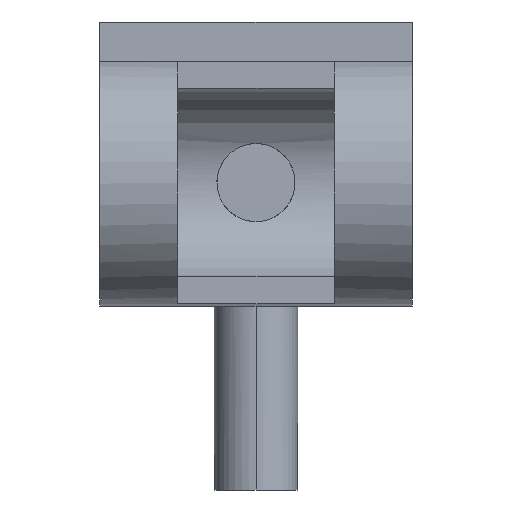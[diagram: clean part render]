
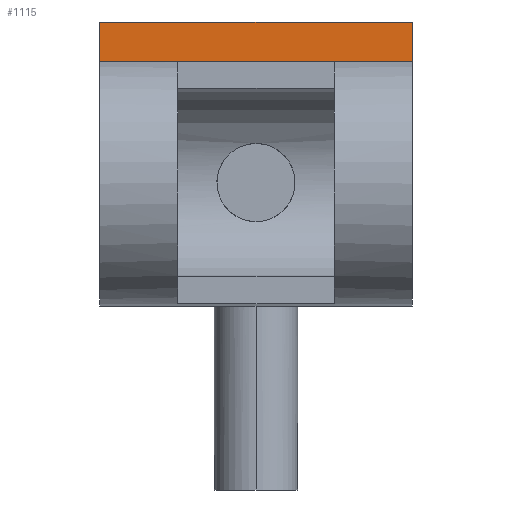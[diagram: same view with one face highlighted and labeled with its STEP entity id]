
A CAD part, front view. The second image highlights one B-rep face of the part: STEP entity #1115.
In plain terms, the highlighted planar face has unit normal (0, -1, 0).
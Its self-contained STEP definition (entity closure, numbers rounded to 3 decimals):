
#119 = EDGE_CURVE ( 'NONE', #2218, #1751, #520, .T. ) ;
#260 = CARTESIAN_POINT ( 'NONE',  ( 60., -9., 61.64 ) ) ;
#265 = CARTESIAN_POINT ( 'NONE',  ( 60., -9., 46.64 ) ) ;
#304 = DIRECTION ( 'NONE',  ( 0., 0., -1. ) ) ;
#405 = VERTEX_POINT ( 'NONE', #265 ) ;
#458 = VECTOR ( 'NONE', #2264, 1000. ) ;
#475 = EDGE_CURVE ( 'NONE', #1751, #2069, #1412, .T. ) ;
#520 = LINE ( 'NONE', #1355, #1614 ) ;
#576 = AXIS2_PLACEMENT_3D ( 'NONE', #260, #1198, #1886 ) ;
#634 = EDGE_CURVE ( 'NONE', #2218, #405, #1661, .T. ) ;
#727 = DIRECTION ( 'NONE',  ( 0., 0., -1. ) ) ;
#926 = LINE ( 'NONE', #1666, #458 ) ;
#1007 = ORIENTED_EDGE ( 'NONE', *, *, #1465, .F. ) ;
#1115 = ADVANCED_FACE ( 'NONE', ( #1381 ), #2030, .F. ) ;
#1189 = VECTOR ( 'NONE', #727, 1000. ) ;
#1198 = DIRECTION ( 'NONE',  ( 0., 1., 0. ) ) ;
#1355 = CARTESIAN_POINT ( 'NONE',  ( 60., -9., 61.64 ) ) ;
#1378 = VECTOR ( 'NONE', #304, 1000. ) ;
#1381 = FACE_OUTER_BOUND ( 'NONE', #1922, .T. ) ;
#1412 = LINE ( 'NONE', #2053, #1378 ) ;
#1414 = CARTESIAN_POINT ( 'NONE',  ( -60., -9., 46.64 ) ) ;
#1465 = EDGE_CURVE ( 'NONE', #405, #2069, #926, .T. ) ;
#1614 = VECTOR ( 'NONE', #2007, 1000. ) ;
#1661 = LINE ( 'NONE', #2259, #1189 ) ;
#1666 = CARTESIAN_POINT ( 'NONE',  ( 60., -9., 46.64 ) ) ;
#1739 = ORIENTED_EDGE ( 'NONE', *, *, #634, .F. ) ;
#1751 = VERTEX_POINT ( 'NONE', #1853 ) ;
#1853 = CARTESIAN_POINT ( 'NONE',  ( -60., -9., 61.64 ) ) ;
#1886 = DIRECTION ( 'NONE',  ( 0., 0., 1. ) ) ;
#1922 = EDGE_LOOP ( 'NONE', ( #2471, #1007, #1739, #2327 ) ) ;
#2007 = DIRECTION ( 'NONE',  ( -1., 0., 0. ) ) ;
#2030 = PLANE ( 'NONE',  #576 ) ;
#2053 = CARTESIAN_POINT ( 'NONE',  ( -60., -9., 61.64 ) ) ;
#2069 = VERTEX_POINT ( 'NONE', #1414 ) ;
#2218 = VERTEX_POINT ( 'NONE', #2251 ) ;
#2251 = CARTESIAN_POINT ( 'NONE',  ( 60., -9., 61.64 ) ) ;
#2259 = CARTESIAN_POINT ( 'NONE',  ( 60., -9., 61.64 ) ) ;
#2264 = DIRECTION ( 'NONE',  ( -1., 0., 0. ) ) ;
#2327 = ORIENTED_EDGE ( 'NONE', *, *, #119, .T. ) ;
#2471 = ORIENTED_EDGE ( 'NONE', *, *, #475, .T. ) ;
